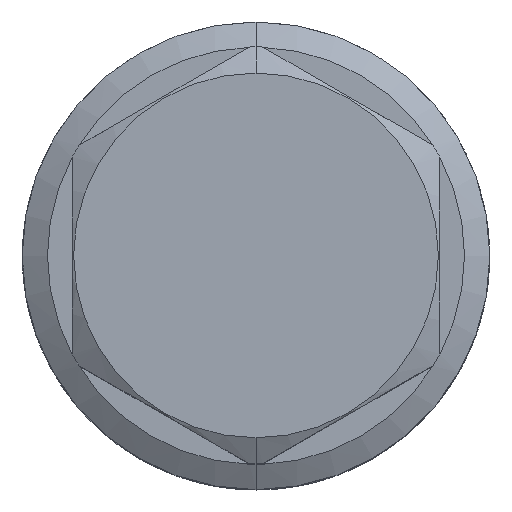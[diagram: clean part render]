
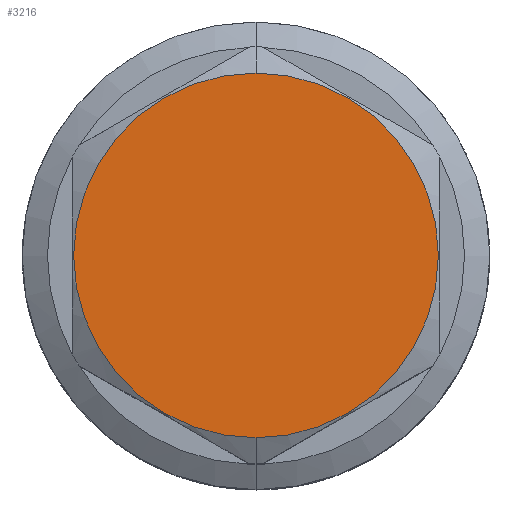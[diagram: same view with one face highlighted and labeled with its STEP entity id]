
A CAD part, top view. The second image highlights one B-rep face of the part: STEP entity #3216.
In plain terms, the highlighted planar face has unit normal (0, 0, 1).
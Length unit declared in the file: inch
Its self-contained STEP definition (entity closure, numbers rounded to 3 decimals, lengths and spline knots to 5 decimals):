
#1041=CARTESIAN_POINT('',(0.,0.,4.28));
#1042=DIRECTION('',(0.,0.,1.));
#1043=DIRECTION('',(0.,-1.,0.));
#1044=AXIS2_PLACEMENT_3D('',#1041,#1042,#1043);
#1046=CARTESIAN_POINT('',(0.,0.,4.28));
#1047=DIRECTION('',(0.,0.,1.));
#1048=DIRECTION('',(0.,1.,0.));
#1049=AXIS2_PLACEMENT_3D('',#1046,#1047,#1048);
#1563=CARTESIAN_POINT('',(0.,-0.62,4.28));
#1564=CARTESIAN_POINT('',(0.,0.62,4.28));
#1565=VERTEX_POINT('',#1563);
#1566=VERTEX_POINT('',#1564);
#3207=CARTESIAN_POINT('',(0.,0.,4.28));
#3208=DIRECTION('',(0.,0.,1.));
#3209=DIRECTION('',(0.,1.,0.));
#3210=AXIS2_PLACEMENT_3D('',#3207,#3208,#3209);
#3211=PLANE('',#3210);
#3212=ORIENTED_EDGE('',*,*,#2977,.F.);
#3213=ORIENTED_EDGE('',*,*,#3198,.F.);
#3214=EDGE_LOOP('',(#3212,#3213));
#3215=FACE_OUTER_BOUND('',#3214,.F.);
#3216=ADVANCED_FACE('',(#3215),#3211,.T.);
#1045=CIRCLE('',#1044,0.62);
#1050=CIRCLE('',#1049,0.62);
#2977=EDGE_CURVE('',#1565,#1566,#1045,.T.);
#3198=EDGE_CURVE('',#1566,#1565,#1050,.T.);
